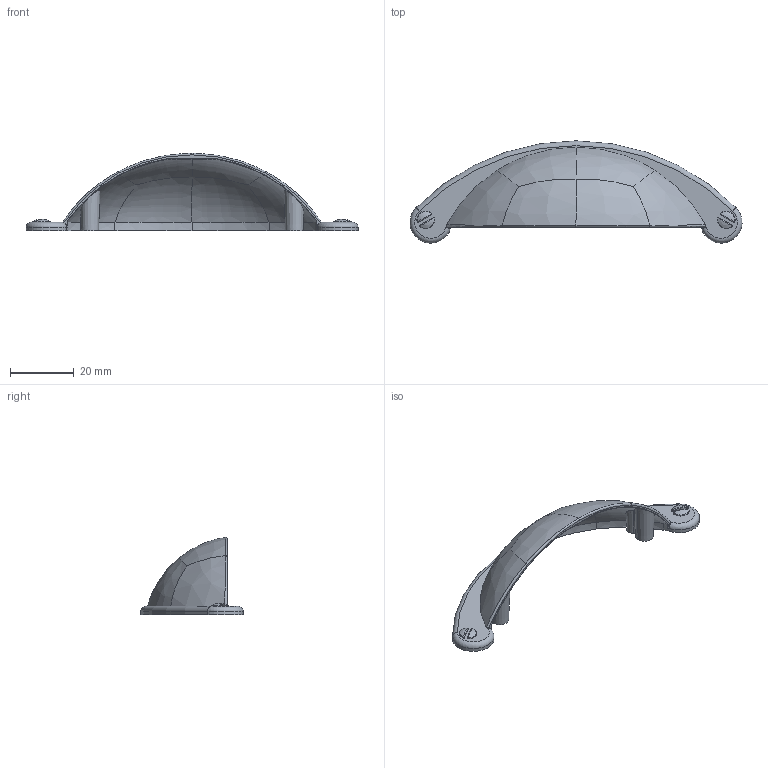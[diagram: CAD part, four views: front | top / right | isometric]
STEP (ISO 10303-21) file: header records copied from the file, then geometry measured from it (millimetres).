
FILE_DESCRIPTION(('Creo Elements/Direct Modeling STEP Export'),'2;1');
FILE_NAME('1761-103.stp','2019-01-18T11:14:43',(''),(''),'Creo Elements/Direct Modeling STEP processor for AP214 (Solid Model)','Creo Elements/Direct Modeling 20.0 12-Nov-2016 (C) Parametric Technology GmbH','');
FILE_SCHEMA(('AUTOMOTIVE_DESIGN { 1 0 10303 214 1 1 1 1 }'));
Length unit declared in the file: millimetre
Products named in the file (2): 1761-103
Assembly tree (1 placements, depth 2):
  1761-103
    1761-103
Bounding box: 103.96 x 31.99 x 24.23 mm (x, y, z)
Volume: 5377 mm3; surface area: 6925.4 mm2
Topology: 1 solids, 1 shells, 129 faces, 320 edges, 197 vertices
Faces by surface type: bspline 62, cone 16, plane 16, cylinder 14, torus 13, extrusion 4, sphere 4
Entity records: 31075 total; most frequent: CARTESIAN_POINT 28520, ORIENTED_EDGE 632, DIRECTION 319, EDGE_CURVE 316, VERTEX_POINT 197, B_SPLINE_CURVE_WITH_KNOTS 176, AXIS2_PLACEMENT_3D 141, EDGE_LOOP 137
